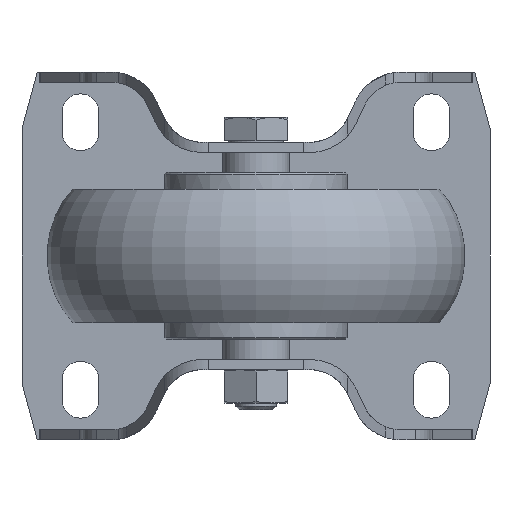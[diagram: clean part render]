
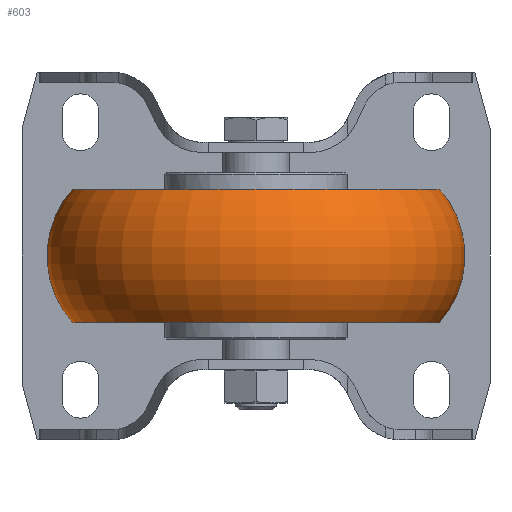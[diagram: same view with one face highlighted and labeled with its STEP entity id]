
A CAD part, front view. The second image highlights one B-rep face of the part: STEP entity #603.
In plain terms, the highlighted toroidal (fillet/blend) face has major radius 32.5 mm and minor radius 30 mm.
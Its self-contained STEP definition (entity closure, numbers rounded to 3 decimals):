
#603 = ADVANCED_FACE( '', ( #1359, #1360, #1361 ), #1362, .T. );
#1359 = FACE_BOUND( '', #2380, .T. );
#1360 = FACE_OUTER_BOUND( '', #2381, .T. );
#1361 = FACE_OUTER_BOUND( '', #2382, .T. );
#1362 = TOROIDAL_SURFACE( '', #2383, 32.5, 30. );
#2380 = VERTEX_LOOP( '', #3715 );
#2381 = EDGE_LOOP( '', ( #3716 ) );
#2382 = EDGE_LOOP( '', ( #3717 ) );
#2383 = AXIS2_PLACEMENT_3D( '', #3718, #3719, #3720 );
#3715 = VERTEX_POINT( '', #6157 );
#3716 = ORIENTED_EDGE( '', *, *, #6158, .T. );
#3717 = ORIENTED_EDGE( '', *, *, #5991, .F. );
#3718 = CARTESIAN_POINT( '', ( 0., 0., 0. ) );
#3719 = DIRECTION( '', ( 0., 0., -1. ) );
#3720 = DIRECTION( '', ( -1., 0., 0. ) );
#5991 = EDGE_CURVE( '', #7132, #7132, #7133, .T. );
#6157 = CARTESIAN_POINT( '', ( -62.5, 0., 0. ) );
#6158 = EDGE_CURVE( '', #7405, #7405, #7406, .T. );
#7132 = VERTEX_POINT( '', #8816 );
#7133 = CIRCLE( '', #8817, 54.861 );
#7405 = VERTEX_POINT( '', #9248 );
#7406 = CIRCLE( '', #9249, 54.861 );
#8816 = CARTESIAN_POINT( '', ( -54.861, 0., -20. ) );
#8817 = AXIS2_PLACEMENT_3D( '', #11078, #11079, #11080 );
#9248 = CARTESIAN_POINT( '', ( -54.861, 0., 20. ) );
#9249 = AXIS2_PLACEMENT_3D( '', #11291, #11292, #11293 );
#11078 = CARTESIAN_POINT( '', ( 0., 0., -20. ) );
#11079 = DIRECTION( '', ( 0., 0., -1. ) );
#11080 = DIRECTION( '', ( -1., 0., 0. ) );
#11291 = CARTESIAN_POINT( '', ( 0., 0., 20. ) );
#11292 = DIRECTION( '', ( 0., 0., -1. ) );
#11293 = DIRECTION( '', ( -1., 0., 0. ) );
